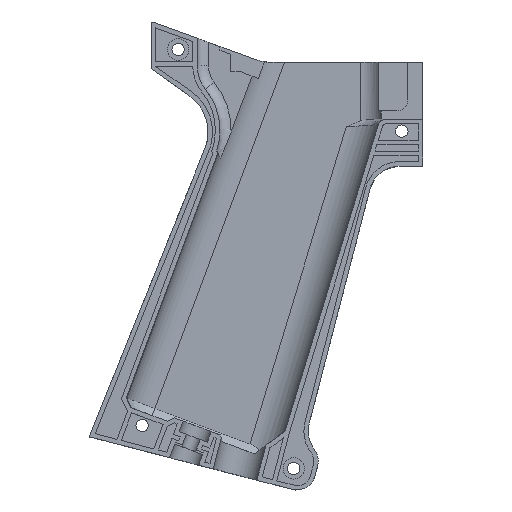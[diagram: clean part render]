
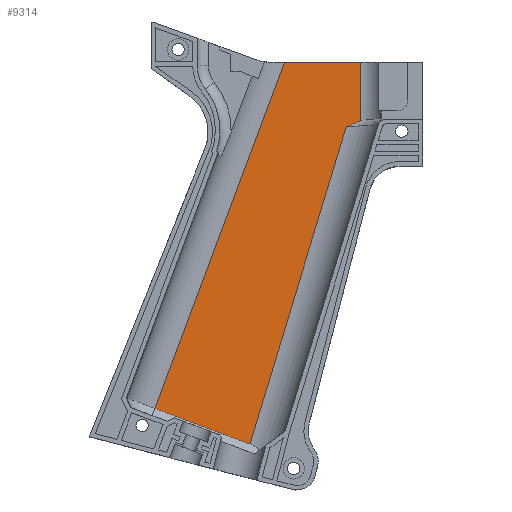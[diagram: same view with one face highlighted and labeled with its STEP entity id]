
A CAD part, top view. The second image highlights one B-rep face of the part: STEP entity #9314.
In plain terms, the highlighted planar face has unit normal (0, 0, 1).
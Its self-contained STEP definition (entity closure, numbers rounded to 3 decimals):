
#556=FACE_OUTER_BOUND('',#1061,.T.);
#1061=EDGE_LOOP('',(#8023,#8024,#8025,#8026,#8027,#8028));
#2222=LINE('',#18941,#3227);
#2265=LINE('',#19126,#3270);
#2268=LINE('',#19156,#3273);
#2269=LINE('',#19167,#3274);
#2270=LINE('',#19168,#3275);
#3227=VECTOR('',#11861,10.);
#3270=VECTOR('',#11978,8.);
#3273=VECTOR('',#11989,8.);
#3274=VECTOR('',#11990,6.);
#3275=VECTOR('',#11991,10.);
#3516=B_SPLINE_CURVE_WITH_KNOTS('',3,(#19158,#19159,#19160,#19161,#19162,
#19163,#19164,#19165),.UNSPECIFIED.,.F.,.F.,(4,2,2,4),(-0.002,
0.,0.394,0.41),.UNSPECIFIED.);
#4287=VERTEX_POINT('',#15591);
#4364=VERTEX_POINT('',#18939);
#4380=VERTEX_POINT('',#19125);
#4387=VERTEX_POINT('',#19155);
#4388=VERTEX_POINT('',#19157);
#4389=VERTEX_POINT('',#19166);
#5608=EDGE_CURVE('',#4364,#4287,#2222,.T.);
#5656=EDGE_CURVE('',#4380,#4287,#2265,.T.);
#5664=EDGE_CURVE('',#4387,#4364,#2268,.T.);
#5665=EDGE_CURVE('',#4387,#4388,#3516,.T.);
#5666=EDGE_CURVE('',#4388,#4389,#2269,.T.);
#5667=EDGE_CURVE('',#4389,#4380,#2270,.T.);
#8023=ORIENTED_EDGE('',*,*,#5664,.F.);
#8024=ORIENTED_EDGE('',*,*,#5665,.T.);
#8025=ORIENTED_EDGE('',*,*,#5666,.T.);
#8026=ORIENTED_EDGE('',*,*,#5667,.T.);
#8027=ORIENTED_EDGE('',*,*,#5656,.T.);
#8028=ORIENTED_EDGE('',*,*,#5608,.F.);
#8878=PLANE('',#9952);
#9314=ADVANCED_FACE('',(#556),#8878,.F.);
#9952=AXIS2_PLACEMENT_3D('',#19154,#11987,#11988);
#11861=DIRECTION('',(-0.937,0.35,0.));
#11978=DIRECTION('',(-0.35,-0.937,0.));
#11987=DIRECTION('center_axis',(0.,0.,
-1.));
#11988=DIRECTION('ref_axis',(-1.,0.,0.));
#11989=DIRECTION('',(-0.291,-0.957,0.));
#11990=DIRECTION('',(0.,1.,0.));
#11991=DIRECTION('',(-1.,0.,0.));
#15591=CARTESIAN_POINT('',(268.672,44.601,-127.959));
#18939=CARTESIAN_POINT('',(293.986,35.133,-127.959));
#18941=CARTESIAN_POINT('',(273.627,42.748,-127.959));
#19125=CARTESIAN_POINT('',(303.196,136.901,-127.959));
#19126=CARTESIAN_POINT('',(302.94,136.217,-127.959));
#19154=CARTESIAN_POINT('Origin',(295.23,89.722,-127.959));
#19155=CARTESIAN_POINT('',(319.692,119.666,-127.959));
#19156=CARTESIAN_POINT('',(312.063,94.58,-127.959));
#19157=CARTESIAN_POINT('',(323.487,121.248,-127.959));
#19158=CARTESIAN_POINT('Ctrl Pts',(319.692,119.666,-127.959));
#19159=CARTESIAN_POINT('Ctrl Pts',(319.697,119.668,-127.959));
#19160=CARTESIAN_POINT('Ctrl Pts',(319.702,119.67,-127.959));
#19161=CARTESIAN_POINT('Ctrl Pts',(320.893,120.234,-127.959));
#19162=CARTESIAN_POINT('Ctrl Pts',(322.119,120.814,-127.959));
#19163=CARTESIAN_POINT('Ctrl Pts',(323.385,121.216,-127.959));
#19164=CARTESIAN_POINT('Ctrl Pts',(323.436,121.232,-127.959));
#19165=CARTESIAN_POINT('Ctrl Pts',(323.487,121.248,-127.959));
#19166=CARTESIAN_POINT('',(323.487,136.901,-127.959));
#19167=CARTESIAN_POINT('',(323.487,136.901,-127.959));
#19168=CARTESIAN_POINT('',(300.674,136.901,-127.959));
